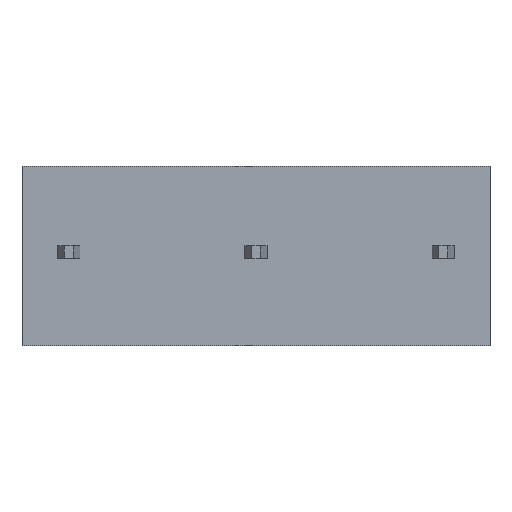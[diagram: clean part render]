
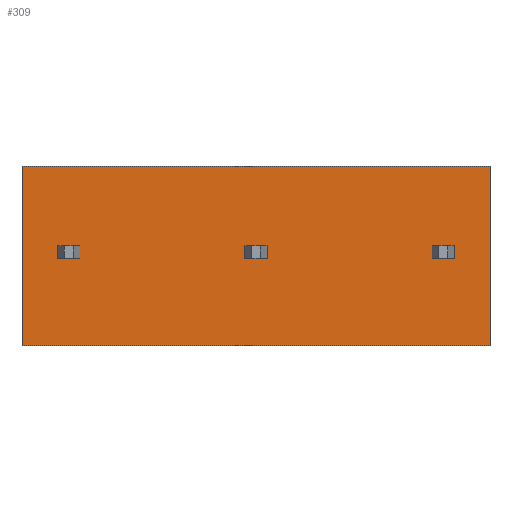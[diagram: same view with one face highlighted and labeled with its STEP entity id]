
A CAD part, top view. The second image highlights one B-rep face of the part: STEP entity #309.
In plain terms, the highlighted planar face has unit normal (0, 0, 1).
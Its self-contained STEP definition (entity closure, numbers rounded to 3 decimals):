
#309 = ADVANCED_FACE( '', ( #718, #719, #720, #721 ), #722, .F. );
#718 = FACE_OUTER_BOUND( '', #1237, .T. );
#719 = FACE_BOUND( '', #1238, .T. );
#720 = FACE_BOUND( '', #1239, .T. );
#721 = FACE_BOUND( '', #1240, .T. );
#722 = PLANE( '', #1241 );
#1237 = EDGE_LOOP( '', ( #2070, #2071, #2072, #2073 ) );
#1238 = EDGE_LOOP( '', ( #2074, #2075, #2076, #2077 ) );
#1239 = EDGE_LOOP( '', ( #2078, #2079, #2080, #2081 ) );
#1240 = EDGE_LOOP( '', ( #2082, #2083, #2084, #2085 ) );
#1241 = AXIS2_PLACEMENT_3D( '', #2086, #2087, #2088 );
#2070 = ORIENTED_EDGE( '', *, *, #3081, .T. );
#2071 = ORIENTED_EDGE( '', *, *, #3082, .T. );
#2072 = ORIENTED_EDGE( '', *, *, #2955, .F. );
#2073 = ORIENTED_EDGE( '', *, *, #2834, .F. );
#2074 = ORIENTED_EDGE( '', *, *, #3083, .F. );
#2075 = ORIENTED_EDGE( '', *, *, #3084, .F. );
#2076 = ORIENTED_EDGE( '', *, *, #2823, .T. );
#2077 = ORIENTED_EDGE( '', *, *, #2804, .F. );
#2078 = ORIENTED_EDGE( '', *, *, #3031, .F. );
#2079 = ORIENTED_EDGE( '', *, *, #2844, .F. );
#2080 = ORIENTED_EDGE( '', *, *, #3085, .T. );
#2081 = ORIENTED_EDGE( '', *, *, #3086, .F. );
#2082 = ORIENTED_EDGE( '', *, *, #3054, .F. );
#2083 = ORIENTED_EDGE( '', *, *, #3087, .F. );
#2084 = ORIENTED_EDGE( '', *, *, #3088, .T. );
#2085 = ORIENTED_EDGE( '', *, *, #3014, .F. );
#2086 = CARTESIAN_POINT( '', ( 141.302, 154.734, 0. ) );
#2087 = DIRECTION( '', ( 0., 0., -1. ) );
#2088 = DIRECTION( '', ( -1., 0., 0. ) );
#2804 = EDGE_CURVE( '', #3289, #3291, #3292, .T. );
#2823 = EDGE_CURVE( '', #3324, #3291, #3325, .T. );
#2834 = EDGE_CURVE( '', #3343, #3345, #3346, .T. );
#2844 = EDGE_CURVE( '', #3360, #3363, #3364, .T. );
#2955 = EDGE_CURVE( '', #3345, #3545, #3546, .T. );
#3014 = EDGE_CURVE( '', #3638, #3640, #3641, .T. );
#3031 = EDGE_CURVE( '', #3363, #3666, #3667, .T. );
#3054 = EDGE_CURVE( '', #3699, #3638, #3701, .T. );
#3081 = EDGE_CURVE( '', #3343, #3740, #3741, .T. );
#3082 = EDGE_CURVE( '', #3740, #3545, #3742, .T. );
#3083 = EDGE_CURVE( '', #3743, #3289, #3744, .T. );
#3084 = EDGE_CURVE( '', #3324, #3743, #3745, .T. );
#3085 = EDGE_CURVE( '', #3360, #3746, #3747, .T. );
#3086 = EDGE_CURVE( '', #3666, #3746, #3748, .T. );
#3087 = EDGE_CURVE( '', #3749, #3699, #3750, .T. );
#3088 = EDGE_CURVE( '', #3749, #3640, #3751, .T. );
#3289 = VERTEX_POINT( '', #3996 );
#3291 = VERTEX_POINT( '', #3999 );
#3292 = LINE( '', #4000, #4001 );
#3324 = VERTEX_POINT( '', #4043 );
#3325 = LINE( '', #4044, #4045 );
#3343 = VERTEX_POINT( '', #4069 );
#3345 = VERTEX_POINT( '', #4072 );
#3346 = LINE( '', #4073, #4074 );
#3360 = VERTEX_POINT( '', #4094 );
#3363 = VERTEX_POINT( '', #4098 );
#3364 = LINE( '', #4099, #4100 );
#3545 = VERTEX_POINT( '', #4347 );
#3546 = LINE( '', #4348, #4349 );
#3638 = VERTEX_POINT( '', #4484 );
#3640 = VERTEX_POINT( '', #4487 );
#3641 = LINE( '', #4488, #4489 );
#3666 = VERTEX_POINT( '', #4524 );
#3667 = LINE( '', #4525, #4526 );
#3699 = VERTEX_POINT( '', #4571 );
#3701 = LINE( '', #4574, #4575 );
#3740 = VERTEX_POINT( '', #4629 );
#3741 = LINE( '', #4630, #4631 );
#3742 = LINE( '', #4632, #4633 );
#3743 = VERTEX_POINT( '', #4634 );
#3744 = LINE( '', #4635, #4636 );
#3745 = LINE( '', #4637, #4638 );
#3746 = VERTEX_POINT( '', #4639 );
#3747 = LINE( '', #4640, #4641 );
#3748 = LINE( '', #4642, #4643 );
#3749 = VERTEX_POINT( '', #4644 );
#3750 = LINE( '', #4645, #4646 );
#3751 = LINE( '', #4647, #4648 );
#3996 = CARTESIAN_POINT( '', ( 167.102, 150.984, 0. ) );
#3999 = CARTESIAN_POINT( '', ( 168.002, 150.984, 0. ) );
#4000 = CARTESIAN_POINT( '', ( 141.302, 150.984, 0. ) );
#4001 = VECTOR( '', #4951, 1000. );
#4043 = CARTESIAN_POINT( '', ( 168.002, 151.484, 0. ) );
#4044 = CARTESIAN_POINT( '', ( 168.002, 154.734, 0. ) );
#4045 = VECTOR( '', #4974, 1000. );
#4069 = CARTESIAN_POINT( '', ( 165.647, 147.434, 0. ) );
#4072 = CARTESIAN_POINT( '', ( 165.647, 154.734, 0. ) );
#4073 = CARTESIAN_POINT( '', ( 165.647, 154.734, 0. ) );
#4074 = VECTOR( '', #4988, 1000. );
#4094 = CARTESIAN_POINT( '', ( 175.622, 151.484, 0. ) );
#4098 = CARTESIAN_POINT( '', ( 174.722, 151.484, 0. ) );
#4099 = CARTESIAN_POINT( '', ( 141.302, 151.484, 0. ) );
#4100 = VECTOR( '', #4996, 1000. );
#4347 = CARTESIAN_POINT( '', ( 184.697, 154.734, 0. ) );
#4348 = CARTESIAN_POINT( '', ( 141.302, 154.734, 0. ) );
#4349 = VECTOR( '', #5114, 1000. );
#4484 = CARTESIAN_POINT( '', ( 182.342, 150.984, 0. ) );
#4487 = CARTESIAN_POINT( '', ( 183.242, 150.984, 0. ) );
#4488 = CARTESIAN_POINT( '', ( 145.112, 150.984, 0. ) );
#4489 = VECTOR( '', #5168, 1000. );
#4524 = CARTESIAN_POINT( '', ( 174.722, 150.984, 0. ) );
#4525 = CARTESIAN_POINT( '', ( 174.722, 154.734, 0. ) );
#4526 = VECTOR( '', #5185, 1000. );
#4571 = CARTESIAN_POINT( '', ( 182.342, 151.484, 0. ) );
#4574 = CARTESIAN_POINT( '', ( 182.342, 154.734, 0. ) );
#4575 = VECTOR( '', #5206, 1000. );
#4629 = CARTESIAN_POINT( '', ( 184.697, 147.434, 0. ) );
#4630 = CARTESIAN_POINT( '', ( 141.302, 147.434, 0. ) );
#4631 = VECTOR( '', #5231, 1000. );
#4632 = CARTESIAN_POINT( '', ( 184.697, 154.734, 0. ) );
#4633 = VECTOR( '', #5232, 1000. );
#4634 = CARTESIAN_POINT( '', ( 167.102, 151.484, 0. ) );
#4635 = CARTESIAN_POINT( '', ( 167.102, 154.734, 0. ) );
#4636 = VECTOR( '', #5233, 1000. );
#4637 = CARTESIAN_POINT( '', ( 141.302, 151.484, 0. ) );
#4638 = VECTOR( '', #5234, 1000. );
#4639 = CARTESIAN_POINT( '', ( 175.622, 150.984, 0. ) );
#4640 = CARTESIAN_POINT( '', ( 175.622, 154.734, 0. ) );
#4641 = VECTOR( '', #5235, 1000. );
#4642 = CARTESIAN_POINT( '', ( 141.302, 150.984, 0. ) );
#4643 = VECTOR( '', #5236, 1000. );
#4644 = CARTESIAN_POINT( '', ( 183.242, 151.484, 0. ) );
#4645 = CARTESIAN_POINT( '', ( 145.112, 151.484, 0. ) );
#4646 = VECTOR( '', #5237, 1000. );
#4647 = CARTESIAN_POINT( '', ( 183.242, 154.734, 0. ) );
#4648 = VECTOR( '', #5238, 1000. );
#4951 = DIRECTION( '', ( 1., 0., 0. ) );
#4974 = DIRECTION( '', ( 0., -1., 0. ) );
#4988 = DIRECTION( '', ( 0., 1., 0. ) );
#4996 = DIRECTION( '', ( -1., 0., 0. ) );
#5114 = DIRECTION( '', ( 1., 0., 0. ) );
#5168 = DIRECTION( '', ( 1., 0., 0. ) );
#5185 = DIRECTION( '', ( 0., -1., 0. ) );
#5206 = DIRECTION( '', ( 0., -1., 0. ) );
#5231 = DIRECTION( '', ( 1., 0., 0. ) );
#5232 = DIRECTION( '', ( 0., 1., 0. ) );
#5233 = DIRECTION( '', ( 0., -1., 0. ) );
#5234 = DIRECTION( '', ( -1., 0., 0. ) );
#5235 = DIRECTION( '', ( 0., -1., 0. ) );
#5236 = DIRECTION( '', ( 1., 0., 0. ) );
#5237 = DIRECTION( '', ( -1., 0., 0. ) );
#5238 = DIRECTION( '', ( 0., -1., 0. ) );
